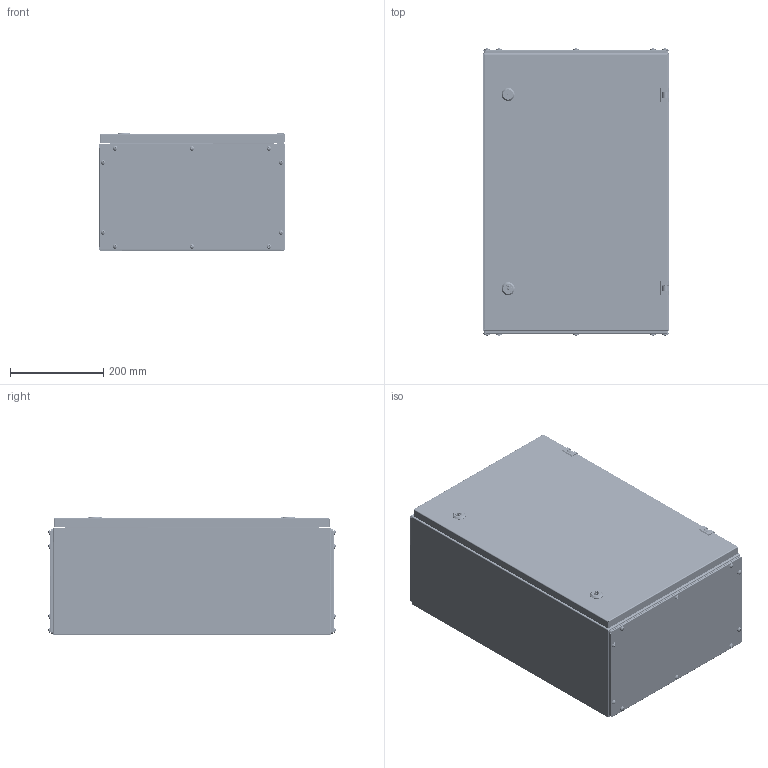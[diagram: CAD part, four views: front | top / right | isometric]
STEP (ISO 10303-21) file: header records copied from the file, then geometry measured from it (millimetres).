
FILE_DESCRIPTION (( 'STEP AP214' ), '1' );
FILE_NAME ('10.040.060.25.STEP', '2024-05-27T10:26:13', ( '' ), ( '' ), 'SwSTEP 2.0', 'SolidWorks 2021', '' );
FILE_SCHEMA (( 'AUTOMOTIVE_DESIGN' ));
Length unit declared in the file: millimetre
Products named in the file (25): Ãàñêåòèíã äâåðè W400H600; Øïèëüêà ïðèâàðíàÿ Ì6õ20; 嵑謺麃 檐; 8SJ_MS705_0010.stp; 署赅 W400D250; Ïðîêëàäêà êðûøêè W400D250; SW6X8.stp; Êîðïóñ øêàôà W400H600D250; 8SJ_MS705-1_0040.stp; Ðåéêà H600; 10.040.060.25; Êàðêàñ øêàôà W400H600D250; Çàêëåïêà ðåçüáîâàÿ Ì8 øåñòèãðàííàÿ ñ óìåíüøåííûì áîðòîì; 8SJ_MS705_0760.stp; Áîëò Ì6õ10 ñ øåñòèãðàííîé ãîëîâêîé ñ ïðåññøàéáîé; Äâåðíîå ïîëîòíî W400H600; Øïèëüêà ïðèâàðíàÿ Ì6õ15; Øïèëüêà ïðèâàðíàÿ Ì6õ10; ﾄ粢 ﾑﾁ W400H600; 8SJ_MS705_0510.stp; ﾇ瑟鶴 ﾀﾑ ms1000-3M.stp; Çàêëåïêà ðåçüáîâàÿ Ì5 øåñòèãðàííàÿ ñ óìåíüøåííûì áîðòîì; Ïåðåìû÷êà êàðêàñà W400; Âèíò DIN 967 Ì5õ16 ñ ïîëóêðóãëîé ãîëîâêîé ñ êðåñòîîáðàçíûì øëèöåì; 8SJ_S1B_0001.stp
Assembly tree (83 placements, depth 4):
  10.040.060.25
    Êàðêàñ øêàôà W400H600D250
      Êîðïóñ øêàôà W400H600D250
      Ïåðåìû÷êà êàðêàñà W400  x2
      Øïèëüêà ïðèâàðíàÿ Ì6õ15  x8
      Øïèëüêà ïðèâàðíàÿ Ì6õ20  x4
    署赅 W400D250  x2
    Ïðîêëàäêà êðûøêè W400D250  x2
    ﾄ粢 ﾑﾁ W400H600
      Äâåðíîå ïîëîòíî W400H600
      Ðåéêà H600  x2
      Ãàñêåòèíã äâåðè W400H600
      Øïèëüêà ïðèâàðíàÿ Ì6õ10  x2
      ﾇ瑟鶴 ﾀﾑ ms1000-3M.stp  x2
        8SJ_MS705_0010.stp
        8SJ_MS705_0510.stp
        8SJ_MS705_0760.stp
        8SJ_S1B_0001.stp
        8SJ_MS705-1_0040.stp
        SW6X8.stp
    嵑謺麃 檐  x2
    Áîëò Ì6õ10 ñ øåñòèãðàííîé ãîëîâêîé ñ ïðåññøàéáîé  x2
    Çàêëåïêà ðåçüáîâàÿ Ì5 øåñòèãðàííàÿ ñ óìåíüøåííûì áîðòîì  x20
    Âèíò DIN 967 Ì5õ16 ñ ïîëóêðóãëîé ãîëîâêîé ñ êðåñòîîáðàçíûì øëèöåì  x20
    Çàêëåïêà ðåçüáîâàÿ Ì8 øåñòèãðàííàÿ ñ óìåíüøåííûì áîðòîì  x4
Bounding box: 400 x 615.17 x 254.65 mm (x, y, z)
Volume: 1434229.3 mm3; surface area: 2494094.9 mm2
Topology: 83 solids, 95 shells, 5128 faces, 12926 edges, 8010 vertices
Faces by surface type: plane 2075, cylinder 1794, bspline 661, cone 252, torus 194, sphere 152
Entity records: 81480 total; most frequent: CARTESIAN_POINT 41479, ORIENTED_EDGE 8590, DIRECTION 7143, EDGE_CURVE 4301, VERTEX_POINT 2649, AXIS2_PLACEMENT_3D 2445, VECTOR 2253, LINE 2253
